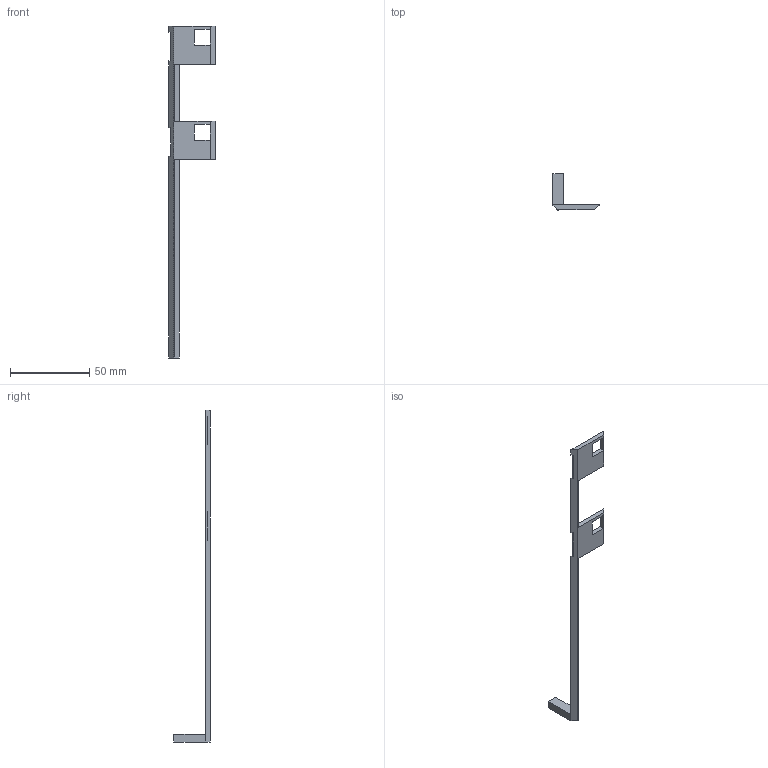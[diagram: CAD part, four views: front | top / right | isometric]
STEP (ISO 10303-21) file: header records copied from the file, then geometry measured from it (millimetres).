
FILE_DESCRIPTION (( 'STEP AP203' ), '1' );
FILE_NAME ('05_02_02_01_03-zapadnia.STEP', '2025-04-08T15:25:38', ( '' ), ( '' ), 'SwSTEP 2.0', 'SolidWorks 2024', '' );
FILE_SCHEMA (( 'CONFIG_CONTROL_DESIGN' ));
Length unit declared in the file: millimetre
Products named in the file (1): 05_02_02_01_03-zapadnia
Bounding box: 29 x 23 x 209 mm (x, y, z)
Volume: 5466.5 mm3; surface area: 5938.5 mm2
Topology: 1 solids, 1 shells, 30 faces, 84 edges, 54 vertices
Faces by surface type: plane 30
Entity records: 1025 total; most frequent: CARTESIAN_POINT 169, ORIENTED_EDGE 168, DIRECTION 146, VECTOR 84, LINE 84, EDGE_CURVE 84, VERTEX_POINT 54, EDGE_LOOP 32
